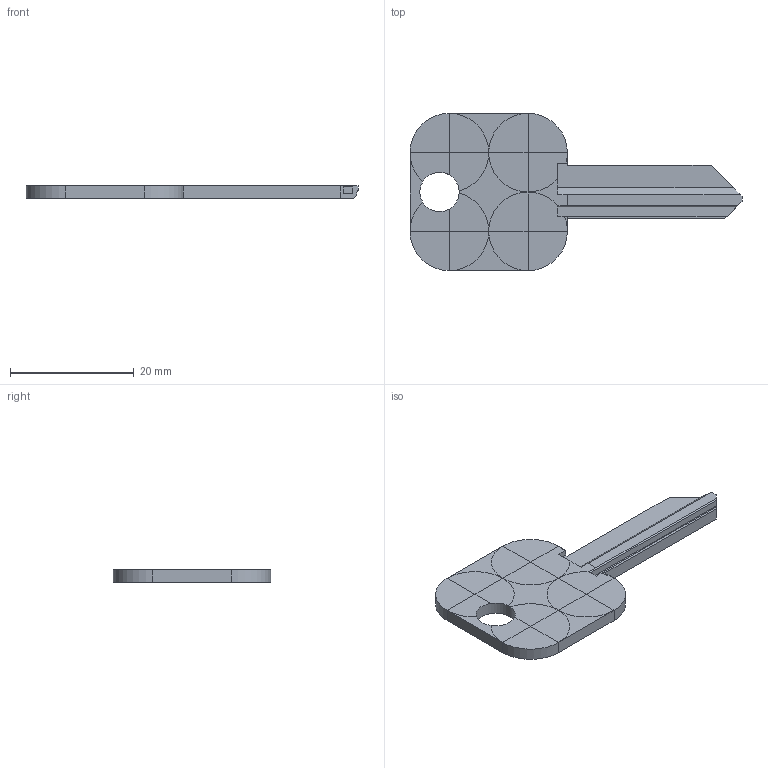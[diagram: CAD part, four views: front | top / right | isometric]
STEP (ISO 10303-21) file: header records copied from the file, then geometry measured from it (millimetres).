
FILE_DESCRIPTION(('FreeCAD Model'),'2;1');
FILE_NAME('Open CASCADE Shape Model','2024-02-21T21:11:01',(''),(''), 'Open CASCADE STEP processor 7.6','FreeCAD','Unknown');
FILE_SCHEMA(('AUTOMOTIVE_DESIGN { 1 0 10303 214 1 1 1 1 }'));
Length unit declared in the file: millimetre
Products named in the file (1): difference
Bounding box: 53.58 x 25.4 x 2.03 mm (x, y, z)
Volume: 1391.9 mm3; surface area: 2032.4 mm2
Topology: 1 solids, 1 shells, 92 faces, 205 edges, 113 vertices
Faces by surface type: plane 87, cylinder 5
Full cylindrical faces by diameter (mm): 6.35 x1
Entity records: 5047 total; most frequent: CARTESIAN_POINT 915, DIRECTION 756, ORIENTED_EDGE 410, PCURVE 410, DEFINITIONAL_REPRESENTATION 410, LINE 396, VECTOR 396, EDGE_CURVE 205
